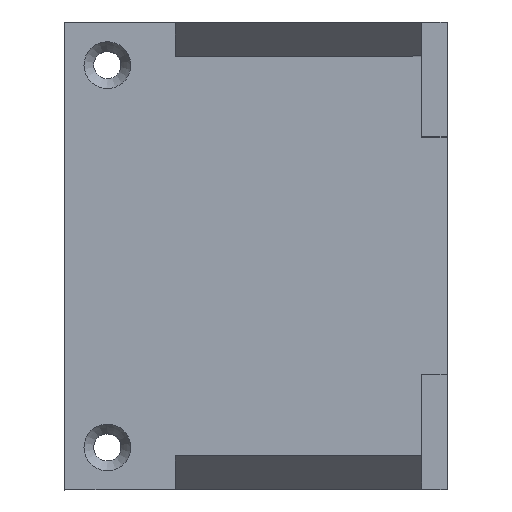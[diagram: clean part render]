
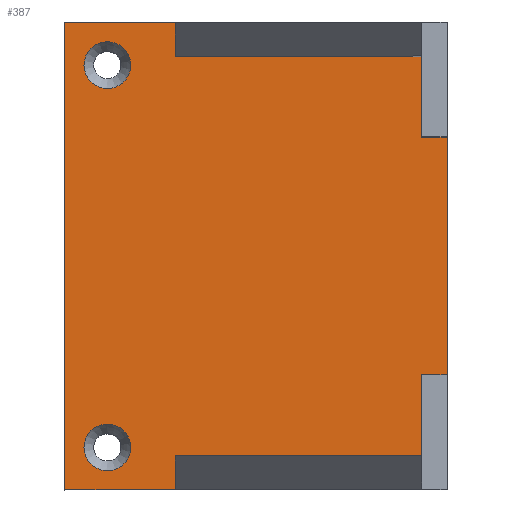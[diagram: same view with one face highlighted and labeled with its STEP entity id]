
A CAD part, top view. The second image highlights one B-rep face of the part: STEP entity #387.
In plain terms, the highlighted planar face has unit normal (0, 0, 1).
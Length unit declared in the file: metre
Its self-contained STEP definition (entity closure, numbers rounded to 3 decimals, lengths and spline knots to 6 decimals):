
#21=CIRCLE('',#426,0.00275);
#22=CIRCLE('',#427,0.00275);
#58=ORIENTED_EDGE('',*,*,#154,.T.);
#59=ORIENTED_EDGE('',*,*,#155,.T.);
#60=ORIENTED_EDGE('',*,*,#156,.F.);
#61=ORIENTED_EDGE('',*,*,#157,.F.);
#62=ORIENTED_EDGE('',*,*,#144,.F.);
#63=ORIENTED_EDGE('',*,*,#158,.F.);
#64=ORIENTED_EDGE('',*,*,#136,.T.);
#65=ORIENTED_EDGE('',*,*,#159,.T.);
#66=ORIENTED_EDGE('',*,*,#160,.F.);
#67=ORIENTED_EDGE('',*,*,#161,.T.);
#68=ORIENTED_EDGE('',*,*,#152,.F.);
#69=ORIENTED_EDGE('',*,*,#149,.F.);
#70=ORIENTED_EDGE('',*,*,#162,.T.);
#71=ORIENTED_EDGE('',*,*,#163,.T.);
#136=EDGE_CURVE('',#187,#185,#220,.T.);
#144=EDGE_CURVE('',#192,#193,#227,.T.);
#149=EDGE_CURVE('',#196,#197,#232,.T.);
#152=EDGE_CURVE('',#197,#199,#235,.T.);
#154=EDGE_CURVE('',#200,#200,#21,.T.);
#155=EDGE_CURVE('',#201,#201,#22,.T.);
#156=EDGE_CURVE('',#202,#203,#237,.T.);
#157=EDGE_CURVE('',#193,#202,#238,.T.);
#158=EDGE_CURVE('',#187,#192,#239,.T.);
#159=EDGE_CURVE('',#185,#204,#240,.T.);
#160=EDGE_CURVE('',#205,#204,#241,.T.);
#161=EDGE_CURVE('',#205,#199,#242,.T.);
#162=EDGE_CURVE('',#196,#206,#243,.T.);
#163=EDGE_CURVE('',#206,#203,#244,.T.);
#185=VERTEX_POINT('',#573);
#187=VERTEX_POINT('',#576);
#192=VERTEX_POINT('',#589);
#193=VERTEX_POINT('',#591);
#196=VERTEX_POINT('',#599);
#197=VERTEX_POINT('',#601);
#199=VERTEX_POINT('',#607);
#200=VERTEX_POINT('',#611);
#201=VERTEX_POINT('',#613);
#202=VERTEX_POINT('',#615);
#203=VERTEX_POINT('',#616);
#204=VERTEX_POINT('',#620);
#205=VERTEX_POINT('',#622);
#206=VERTEX_POINT('',#625);
#220=LINE('',#575,#260);
#227=LINE('',#590,#267);
#232=LINE('',#600,#272);
#235=LINE('',#606,#275);
#237=LINE('',#614,#277);
#238=LINE('',#617,#278);
#239=LINE('',#618,#279);
#240=LINE('',#619,#280);
#241=LINE('',#621,#281);
#242=LINE('',#623,#282);
#243=LINE('',#624,#283);
#244=LINE('',#626,#284);
#260=VECTOR('',#465,1.);
#267=VECTOR('',#476,1.);
#272=VECTOR('',#483,1.);
#275=VECTOR('',#488,1.);
#277=VECTOR('',#496,1.);
#278=VECTOR('',#497,1.);
#279=VECTOR('',#498,1.);
#280=VECTOR('',#499,1.);
#281=VECTOR('',#500,1.);
#282=VECTOR('',#501,1.);
#283=VECTOR('',#502,1.);
#284=VECTOR('',#503,1.);
#302=EDGE_LOOP('',(#58));
#303=EDGE_LOOP('',(#59));
#304=EDGE_LOOP('',(#60,#61,#62,#63,#64,#65,#66,#67,#68,#69,#70,#71));
#338=FACE_BOUND('',#302,.T.);
#339=FACE_BOUND('',#303,.T.);
#340=FACE_BOUND('',#304,.T.);
#371=PLANE('',#425);
#387=ADVANCED_FACE('',(#338,#339,#340),#371,.F.);
#425=AXIS2_PLACEMENT_3D('',#609,#490,#491);
#426=AXIS2_PLACEMENT_3D('',#610,#492,#493);
#427=AXIS2_PLACEMENT_3D('',#612,#494,#495);
#465=DIRECTION('',(0.,1.,0.));
#476=DIRECTION('',(0.,-1.,0.));
#483=DIRECTION('',(1.,0.,0.));
#488=DIRECTION('',(0.,-1.,0.));
#490=DIRECTION('',(0.,0.,-1.));
#491=DIRECTION('',(0.,-1.,0.));
#492=DIRECTION('',(0.,0.,-1.));
#493=DIRECTION('',(0.,1.,0.));
#494=DIRECTION('',(0.,0.,-1.));
#495=DIRECTION('',(0.,1.,0.));
#496=DIRECTION('',(0.,-1.,0.));
#497=DIRECTION('',(-1.,0.,0.));
#498=DIRECTION('',(-1.,0.,0.));
#499=DIRECTION('',(-1.,0.,0.));
#500=DIRECTION('',(0.,-1.,0.));
#501=DIRECTION('',(-1.,0.,0.));
#502=DIRECTION('',(0.,-1.,0.));
#503=DIRECTION('',(1.,0.,0.));
#573=CARTESIAN_POINT('',(0.198,0.019486,-0.245143));
#575=CARTESIAN_POINT('',(0.198,0.005486,-0.245143));
#576=CARTESIAN_POINT('',(0.198,-0.008514,-0.245143));
#589=CARTESIAN_POINT('',(0.195,-0.008514,-0.245143));
#590=CARTESIAN_POINT('',(0.195,0.005486,-0.245143));
#591=CARTESIAN_POINT('',(0.195,-0.018014,-0.245143));
#599=CARTESIAN_POINT('',(0.153,0.032986,-0.245143));
#600=CARTESIAN_POINT('',(0.1755,0.032986,-0.245143));
#601=CARTESIAN_POINT('',(0.166,0.032986,-0.245143));
#606=CARTESIAN_POINT('',(0.166,0.032988,-0.245143));
#607=CARTESIAN_POINT('',(0.166,0.028986,-0.245143));
#609=CARTESIAN_POINT('',(0.21,-0.034014,-0.245143));
#610=CARTESIAN_POINT('',(0.158,0.027986,-0.245143));
#611=CARTESIAN_POINT('',(0.158,0.030736,-0.245143));
#612=CARTESIAN_POINT('',(0.158,-0.017014,-0.245143));
#613=CARTESIAN_POINT('',(0.158,-0.014264,-0.245143));
#614=CARTESIAN_POINT('',(0.166,0.032988,-0.245143));
#615=CARTESIAN_POINT('',(0.166,-0.018014,-0.245143));
#616=CARTESIAN_POINT('',(0.166,-0.022014,-0.245143));
#617=CARTESIAN_POINT('',(0.195,-0.018014,-0.245143));
#618=CARTESIAN_POINT('',(0.198002,-0.008514,-0.245143));
#619=CARTESIAN_POINT('',(0.198002,0.019486,-0.245143));
#620=CARTESIAN_POINT('',(0.195,0.019486,-0.245143));
#621=CARTESIAN_POINT('',(0.195,0.005486,-0.245143));
#622=CARTESIAN_POINT('',(0.195,0.028986,-0.245143));
#623=CARTESIAN_POINT('',(0.195,0.028986,-0.245143));
#624=CARTESIAN_POINT('',(0.153,0.005486,-0.245143));
#625=CARTESIAN_POINT('',(0.153,-0.022014,-0.245143));
#626=CARTESIAN_POINT('',(0.1755,-0.022014,-0.245143));
